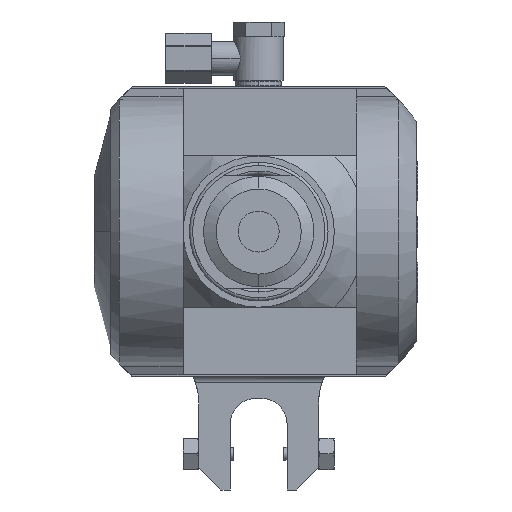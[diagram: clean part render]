
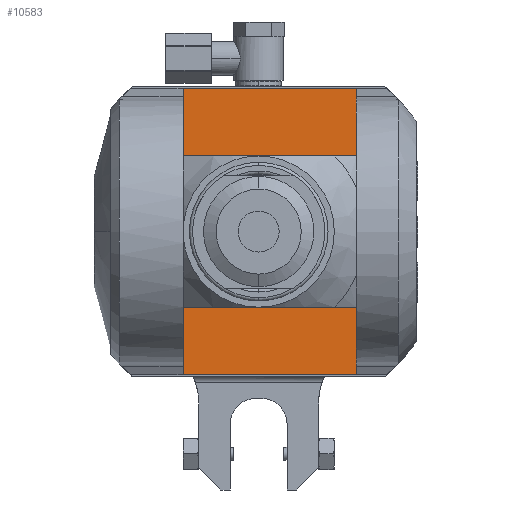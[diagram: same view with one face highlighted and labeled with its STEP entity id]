
A CAD part, left-side view. The second image highlights one B-rep face of the part: STEP entity #10583.
In plain terms, the highlighted planar face has unit normal (-1, 0, 0).
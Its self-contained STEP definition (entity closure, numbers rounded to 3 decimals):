
#1648=DIRECTION('',(0.,1.,0.));
#1649=VECTOR('',#1648,55.);
#1650=CARTESIAN_POINT('',(-55.8,-31.,-45.5));
#1651=LINE('',#1650,#1649);
#1867=DIRECTION('',(0.,-1.,0.));
#1868=VECTOR('',#1867,55.);
#1869=CARTESIAN_POINT('',(-55.8,24.,45.5));
#1870=LINE('',#1869,#1868);
#2084=DIRECTION('',(0.,0.,1.));
#2085=VECTOR('',#2084,91.);
#2086=CARTESIAN_POINT('',(-55.8,-31.,-45.5));
#2087=LINE('',#2086,#2085);
#2271=DIRECTION('',(0.,0.,1.));
#2272=VECTOR('',#2271,91.);
#2273=CARTESIAN_POINT('',(-55.8,24.,-45.5));
#2274=LINE('',#2273,#2272);
#6625=CARTESIAN_POINT('',(-55.8,24.,-45.5));
#6626=CARTESIAN_POINT('',(-55.8,24.,45.5));
#6627=VERTEX_POINT('',#6625);
#6628=VERTEX_POINT('',#6626);
#6629=CARTESIAN_POINT('',(-55.8,-31.,-45.5));
#6630=CARTESIAN_POINT('',(-55.8,-31.,45.5));
#6631=VERTEX_POINT('',#6629);
#6632=VERTEX_POINT('',#6630);
#10572=CARTESIAN_POINT('',(-55.8,24.,-57.));
#10573=DIRECTION('',(1.,0.,0.));
#10574=DIRECTION('',(0.,0.,1.));
#10575=AXIS2_PLACEMENT_3D('',#10572,#10573,#10574);
#10576=PLANE('',#10575);
#10577=ORIENTED_EDGE('',*,*,#9656,.T.);
#10578=ORIENTED_EDGE('',*,*,#9313,.T.);
#10579=ORIENTED_EDGE('',*,*,#9496,.F.);
#10580=ORIENTED_EDGE('',*,*,#9112,.T.);
#10581=EDGE_LOOP('',(#10577,#10578,#10579,#10580));
#10582=FACE_OUTER_BOUND('',#10581,.F.);
#10583=ADVANCED_FACE('',(#10582),#10576,.F.);
#9112=EDGE_CURVE('',#6631,#6627,#1651,.T.);
#9313=EDGE_CURVE('',#6628,#6632,#1870,.T.);
#9496=EDGE_CURVE('',#6631,#6632,#2087,.T.);
#9656=EDGE_CURVE('',#6627,#6628,#2274,.T.);
